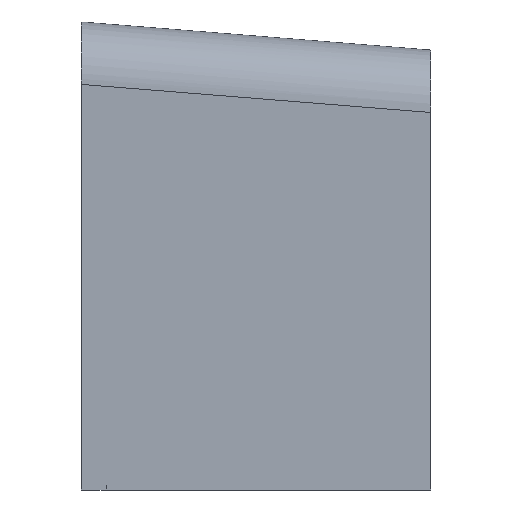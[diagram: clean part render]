
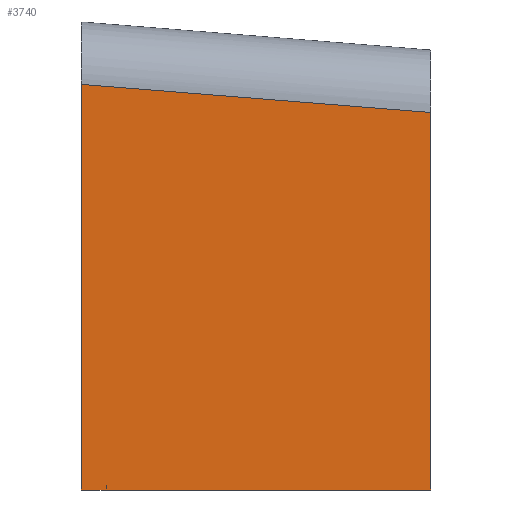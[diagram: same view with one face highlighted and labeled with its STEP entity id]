
A CAD part, left-side view. The second image highlights one B-rep face of the part: STEP entity #3740.
In plain terms, the highlighted planar face has unit normal (-1, 0, 0).
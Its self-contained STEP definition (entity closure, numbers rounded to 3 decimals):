
#133 = LINE ( 'NONE', #1365, #5280 ) ;
#274 = DIRECTION ( 'NONE',  ( 0., -1., 0. ) ) ;
#363 = CARTESIAN_POINT ( 'NONE',  ( -850., 0., -50. ) ) ;
#397 = CARTESIAN_POINT ( 'NONE',  ( -850., -560., 230. ) ) ;
#546 = VERTEX_POINT ( 'NONE', #2690 ) ;
#707 = CARTESIAN_POINT ( 'NONE',  ( -850., 0., 275. ) ) ;
#958 = ORIENTED_EDGE ( 'NONE', *, *, #5287, .T. ) ;
#967 = FACE_OUTER_BOUND ( 'NONE', #2632, .T. ) ;
#1015 = ORIENTED_EDGE ( 'NONE', *, *, #5660, .T. ) ;
#1241 = CARTESIAN_POINT ( 'NONE',  ( -850., -280., -375. ) ) ;
#1365 = CARTESIAN_POINT ( 'NONE',  ( -850., -560., -72.5 ) ) ;
#1383 = DIRECTION ( 'NONE',  ( 0., 0., -1. ) ) ;
#1684 = VECTOR ( 'NONE', #6630, 1000. ) ;
#1856 = AXIS2_PLACEMENT_3D ( 'NONE', #707, #5417, #1383 ) ;
#2318 = LINE ( 'NONE', #363, #7507 ) ;
#2528 = LINE ( 'NONE', #7449, #4334 ) ;
#2607 = CARTESIAN_POINT ( 'NONE',  ( -850., -40., -375. ) ) ;
#2632 = EDGE_LOOP ( 'NONE', ( #8346, #1015, #958, #5617, #6837 ) ) ;
#2652 = VERTEX_POINT ( 'NONE', #5926 ) ;
#2690 = CARTESIAN_POINT ( 'NONE',  ( -850., 0., -375. ) ) ;
#3513 = CARTESIAN_POINT ( 'NONE',  ( -850., 0., 275. ) ) ;
#3703 = DIRECTION ( 'NONE',  ( 0., 0., -1. ) ) ;
#3740 = ADVANCED_FACE ( 'NONE', ( #967 ), #5321, .T. ) ;
#3840 = EDGE_CURVE ( 'NONE', #7022, #8332, #2528, .T. ) ;
#4334 = VECTOR ( 'NONE', #4739, 1000. ) ;
#4426 = EDGE_CURVE ( 'NONE', #8332, #546, #2318, .T. ) ;
#4739 = DIRECTION ( 'NONE',  ( 0., 0.997, 0.08 ) ) ;
#5280 = VECTOR ( 'NONE', #8635, 1000. ) ;
#5287 = EDGE_CURVE ( 'NONE', #5919, #2652, #7282, .T. ) ;
#5321 = PLANE ( 'NONE',  #1856 ) ;
#5417 = DIRECTION ( 'NONE',  ( -1., 0., 0. ) ) ;
#5505 = VECTOR ( 'NONE', #274, 1000. ) ;
#5584 = EDGE_CURVE ( 'NONE', #2652, #7022, #133, .T. ) ;
#5617 = ORIENTED_EDGE ( 'NONE', *, *, #5584, .T. ) ;
#5660 = EDGE_CURVE ( 'NONE', #546, #5919, #7062, .T. ) ;
#5919 = VERTEX_POINT ( 'NONE', #2607 ) ;
#5926 = CARTESIAN_POINT ( 'NONE',  ( -850., -560., -375. ) ) ;
#6630 = DIRECTION ( 'NONE',  ( 0., -1., 0. ) ) ;
#6837 = ORIENTED_EDGE ( 'NONE', *, *, #3840, .T. ) ;
#6985 = CARTESIAN_POINT ( 'NONE',  ( -850., -280., -375. ) ) ;
#7022 = VERTEX_POINT ( 'NONE', #397 ) ;
#7062 = LINE ( 'NONE', #1241, #1684 ) ;
#7282 = LINE ( 'NONE', #6985, #5505 ) ;
#7449 = CARTESIAN_POINT ( 'NONE',  ( -850., -280., 252.5 ) ) ;
#7507 = VECTOR ( 'NONE', #3703, 1000. ) ;
#8332 = VERTEX_POINT ( 'NONE', #3513 ) ;
#8346 = ORIENTED_EDGE ( 'NONE', *, *, #4426, .T. ) ;
#8635 = DIRECTION ( 'NONE',  ( 0., 0., 1. ) ) ;
